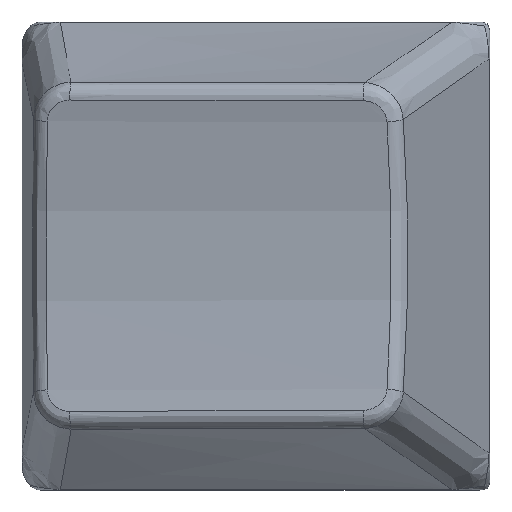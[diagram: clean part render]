
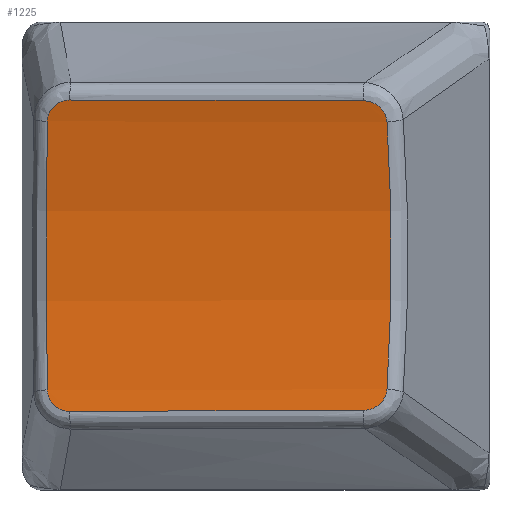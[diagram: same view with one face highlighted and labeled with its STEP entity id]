
A CAD part, top view. The second image highlights one B-rep face of the part: STEP entity #1225.
In plain terms, the highlighted cylindrical face has radius 30.49 mm (diameter 60.979 mm), a partial arc.
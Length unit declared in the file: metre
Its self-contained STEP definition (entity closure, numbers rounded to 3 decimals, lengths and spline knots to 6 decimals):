
#253=B_SPLINE_CURVE_WITH_KNOTS('',3,(#1811,#1812,#1813,#1814,#1815),
 .UNSPECIFIED.,.F.,.F.,(4,1,4),(0.,0.000674,
0.001348),.UNSPECIFIED.);
#254=B_SPLINE_CURVE_WITH_KNOTS('',3,(#1820,#1821,#1822,#1823,#1824),
 .UNSPECIFIED.,.F.,.F.,(4,1,4),(0.,0.000675,0.001349),
 .UNSPECIFIED.);
#255=B_SPLINE_CURVE_WITH_KNOTS('',3,(#1826,#1827,#1828,#1829),
 .UNSPECIFIED.,.F.,.F.,(4,4),(0.000863,0.012227),
 .UNSPECIFIED.);
#256=B_SPLINE_CURVE_WITH_KNOTS('',3,(#1831,#1832,#1833,#1834,#1835),
 .UNSPECIFIED.,.F.,.F.,(4,1,4),(0.,0.000672,0.001344),
 .UNSPECIFIED.);
#257=B_SPLINE_CURVE_WITH_KNOTS('',3,(#1839,#1840,#1841,#1842,#1843),
 .UNSPECIFIED.,.F.,.F.,(4,1,4),(0.,0.000675,0.00135),
 .UNSPECIFIED.);
#258=B_SPLINE_CURVE_WITH_KNOTS('',3,(#1845,#1846,#1847,#1848),
 .UNSPECIFIED.,.F.,.F.,(4,4),(0.000865,0.012229),
 .UNSPECIFIED.);
#350=ORIENTED_EDGE('',*,*,#730,.F.);
#351=ORIENTED_EDGE('',*,*,#731,.T.);
#352=ORIENTED_EDGE('',*,*,#732,.F.);
#353=ORIENTED_EDGE('',*,*,#733,.T.);
#354=ORIENTED_EDGE('',*,*,#734,.F.);
#355=ORIENTED_EDGE('',*,*,#735,.T.);
#356=ORIENTED_EDGE('',*,*,#736,.F.);
#357=ORIENTED_EDGE('',*,*,#737,.T.);
#730=EDGE_CURVE('',#920,#921,#253,.T.);
#731=EDGE_CURVE('',#920,#922,#1034,.F.);
#732=EDGE_CURVE('',#923,#922,#254,.T.);
#733=EDGE_CURVE('',#923,#924,#255,.T.);
#734=EDGE_CURVE('',#925,#924,#256,.T.);
#735=EDGE_CURVE('',#925,#926,#1035,.F.);
#736=EDGE_CURVE('',#927,#926,#257,.T.);
#737=EDGE_CURVE('',#927,#921,#258,.T.);
#920=VERTEX_POINT('',#1816);
#921=VERTEX_POINT('',#1817);
#922=VERTEX_POINT('',#1819);
#923=VERTEX_POINT('',#1825);
#924=VERTEX_POINT('',#1830);
#925=VERTEX_POINT('',#1836);
#926=VERTEX_POINT('',#1838);
#927=VERTEX_POINT('',#1844);
#1034=ELLIPSE('',#1464,0.031081,0.03049);
#1035=ELLIPSE('',#1465,0.031631,0.03049);
#1047=EDGE_LOOP('',(#350,#351,#352,#353,#354,#355,#356,#357));
#1130=FACE_BOUND('',#1047,.T.);
#1213=CYLINDRICAL_SURFACE('',#1463,0.03049);
#1225=ADVANCED_FACE('',(#1130),#1213,.F.);
#1463=AXIS2_PLACEMENT_3D('',#1810,#1555,#1556);
#1464=AXIS2_PLACEMENT_3D('',#1818,#1557,#1558);
#1465=AXIS2_PLACEMENT_3D('',#1837,#1559,#1560);
#1555=DIRECTION('',(0.993,0.,0.122));
#1556=DIRECTION('',(-0.122,0.,0.993));
#1557=DIRECTION('',(0.997,0.,-0.073));
#1558=DIRECTION('',(0.073,0.,0.997));
#1559=DIRECTION('',(-0.924,0.,-0.382));
#1560=DIRECTION('',(0.382,0.,-0.924));
#1810=CARTESIAN_POINT('',(-0.013609,0.,0.036536));
#1811=CARTESIAN_POINT('',(-0.008028,0.005164,0.006947));
#1812=CARTESIAN_POINT('',(-0.008025,0.005389,0.006986));
#1813=CARTESIAN_POINT('',(-0.007831,0.005821,0.007091));
#1814=CARTESIAN_POINT('',(-0.007386,0.005988,0.00718));
#1815=CARTESIAN_POINT('',(-0.00716,0.005987,0.007208));
#1816=CARTESIAN_POINT('',(-0.008028,0.005164,0.006947));
#1817=CARTESIAN_POINT('',(-0.00716,0.005987,0.007208));
#1818=CARTESIAN_POINT('',(-0.005787,0.,0.037497));
#1819=CARTESIAN_POINT('',(-0.008028,-0.005164,0.006947));
#1820=CARTESIAN_POINT('',(-0.00716,-0.005987,0.007208));
#1821=CARTESIAN_POINT('',(-0.007386,-0.005988,0.00718));
#1822=CARTESIAN_POINT('',(-0.00783,-0.005822,0.007091));
#1823=CARTESIAN_POINT('',(-0.008025,-0.005389,0.006986));
#1824=CARTESIAN_POINT('',(-0.008028,-0.005164,0.006947));
#1825=CARTESIAN_POINT('',(-0.00716,-0.005987,0.007208));
#1826=CARTESIAN_POINT('',(-0.00716,-0.005987,0.007208));
#1827=CARTESIAN_POINT('',(-0.003399,-0.005975,0.007667));
#1828=CARTESIAN_POINT('',(0.000361,-0.005964,0.008126));
#1829=CARTESIAN_POINT('',(0.004121,-0.005955,0.008586));
#1830=CARTESIAN_POINT('',(0.004121,-0.005955,0.008586));
#1831=CARTESIAN_POINT('',(0.005039,-0.005145,0.008548));
#1832=CARTESIAN_POINT('',(0.005024,-0.005369,0.008585));
#1833=CARTESIAN_POINT('',(0.004799,-0.005794,0.008636));
#1834=CARTESIAN_POINT('',(0.004346,-0.005954,0.008614));
#1835=CARTESIAN_POINT('',(0.004121,-0.005955,0.008586));
#1836=CARTESIAN_POINT('',(0.005039,-0.005145,0.008548));
#1837=CARTESIAN_POINT('',(-0.006861,0.,0.037365));
#1838=CARTESIAN_POINT('',(0.005039,0.005145,0.008548));
#1839=CARTESIAN_POINT('',(0.004121,0.005955,0.008586));
#1840=CARTESIAN_POINT('',(0.004346,0.005954,0.008614));
#1841=CARTESIAN_POINT('',(0.004798,0.005794,0.008636));
#1842=CARTESIAN_POINT('',(0.005024,0.005369,0.008585));
#1843=CARTESIAN_POINT('',(0.005039,0.005145,0.008548));
#1844=CARTESIAN_POINT('',(0.004121,0.005955,0.008586));
#1845=CARTESIAN_POINT('',(0.004121,0.005955,0.008586));
#1846=CARTESIAN_POINT('',(0.000361,0.005964,0.008126));
#1847=CARTESIAN_POINT('',(-0.003399,0.005975,0.007667));
#1848=CARTESIAN_POINT('',(-0.00716,0.005987,0.007208));
